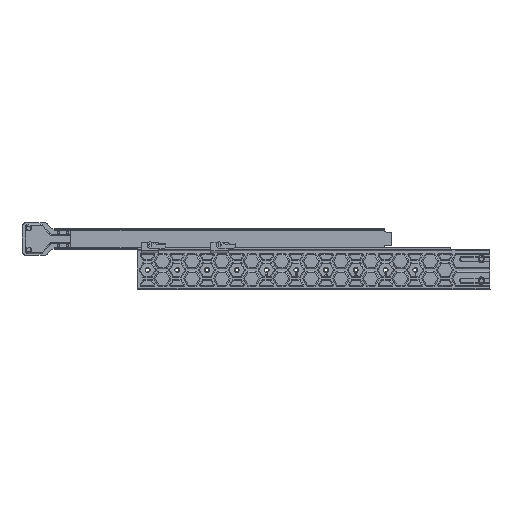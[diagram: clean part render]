
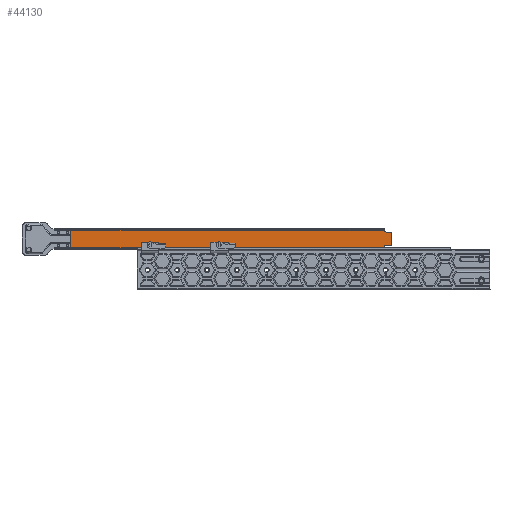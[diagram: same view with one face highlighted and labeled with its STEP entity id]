
A CAD part, top view. The second image highlights one B-rep face of the part: STEP entity #44130.
In plain terms, the highlighted face is planar.
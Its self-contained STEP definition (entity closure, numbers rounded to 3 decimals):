
#2082=PLANE('',#48963);
#5092=FACE_OUTER_BOUND('',#8011,.T.);
#8011=EDGE_LOOP('',(#39626,#39627,#39628,#39629,#39630,#39631,#39632,#39633,
#39634,#39635,#39636,#39637));
#11366=LINE('',#96038,#14729);
#11380=LINE('',#96140,#14743);
#11381=LINE('',#96144,#14744);
#11382=LINE('',#96148,#14745);
#11383=LINE('',#96151,#14746);
#11384=LINE('',#96153,#14747);
#11385=LINE('',#96155,#14748);
#11386=LINE('',#96159,#14749);
#14729=VECTOR('',#61530,1000.);
#14743=VECTOR('',#61602,1000.);
#14744=VECTOR('',#61605,1000.);
#14745=VECTOR('',#61608,1000.);
#14746=VECTOR('',#61611,1000.);
#14747=VECTOR('',#61612,1000.);
#14748=VECTOR('',#61613,1000.);
#14749=VECTOR('',#61616,1000.);
#17107=CIRCLE('',#48964,1.);
#17108=CIRCLE('',#48965,1.);
#17109=CIRCLE('',#48966,1.);
#17110=CIRCLE('',#48967,1.);
#20820=VERTEX_POINT('',#96036);
#20821=VERTEX_POINT('',#96037);
#20844=VERTEX_POINT('',#96138);
#20845=VERTEX_POINT('',#96142);
#20846=VERTEX_POINT('',#96143);
#20847=VERTEX_POINT('',#96145);
#20848=VERTEX_POINT('',#96147);
#20849=VERTEX_POINT('',#96150);
#20850=VERTEX_POINT('',#96152);
#20851=VERTEX_POINT('',#96154);
#20852=VERTEX_POINT('',#96156);
#20853=VERTEX_POINT('',#96158);
#27105=EDGE_CURVE('',#20820,#20821,#11366,.T.);
#27143=EDGE_CURVE('',#20820,#20844,#11380,.T.);
#27144=EDGE_CURVE('',#20845,#20846,#11381,.T.);
#27145=EDGE_CURVE('',#20845,#20847,#17107,.T.);
#27146=EDGE_CURVE('',#20847,#20848,#11382,.T.);
#27147=EDGE_CURVE('',#20848,#20821,#17108,.T.);
#27148=EDGE_CURVE('',#20844,#20849,#11383,.T.);
#27149=EDGE_CURVE('',#20850,#20849,#11384,.T.);
#27150=EDGE_CURVE('',#20851,#20850,#11385,.T.);
#27151=EDGE_CURVE('',#20851,#20852,#17109,.T.);
#27152=EDGE_CURVE('',#20852,#20853,#11386,.T.);
#27153=EDGE_CURVE('',#20853,#20846,#17110,.T.);
#39626=ORIENTED_EDGE('',*,*,#27144,.F.);
#39627=ORIENTED_EDGE('',*,*,#27145,.T.);
#39628=ORIENTED_EDGE('',*,*,#27146,.T.);
#39629=ORIENTED_EDGE('',*,*,#27147,.T.);
#39630=ORIENTED_EDGE('',*,*,#27105,.F.);
#39631=ORIENTED_EDGE('',*,*,#27143,.T.);
#39632=ORIENTED_EDGE('',*,*,#27148,.T.);
#39633=ORIENTED_EDGE('',*,*,#27149,.F.);
#39634=ORIENTED_EDGE('',*,*,#27150,.F.);
#39635=ORIENTED_EDGE('',*,*,#27151,.T.);
#39636=ORIENTED_EDGE('',*,*,#27152,.T.);
#39637=ORIENTED_EDGE('',*,*,#27153,.T.);
#44130=ADVANCED_FACE('',(#5092),#2082,.F.);
#48963=AXIS2_PLACEMENT_3D('',#96141,#61603,#61604);
#48964=AXIS2_PLACEMENT_3D('',#96146,#61606,#61607);
#48965=AXIS2_PLACEMENT_3D('',#96149,#61609,#61610);
#48966=AXIS2_PLACEMENT_3D('',#96157,#61614,#61615);
#48967=AXIS2_PLACEMENT_3D('',#96160,#61617,#61618);
#61530=DIRECTION('',(0.,0.,1.));
#61602=DIRECTION('',(0.,-1.,0.));
#61603=DIRECTION('center_axis',(1.,0.,0.));
#61604=DIRECTION('ref_axis',(0.,0.,-1.));
#61605=DIRECTION('',(0.,0.,1.));
#61606=DIRECTION('center_axis',(-1.,0.,0.));
#61607=DIRECTION('ref_axis',(0.,0.,-1.));
#61608=DIRECTION('',(0.,-0.999,-0.052));
#61609=DIRECTION('center_axis',(1.,0.,0.));
#61610=DIRECTION('ref_axis',(0.,0.,-1.));
#61611=DIRECTION('',(0.,0.,1.));
#61612=DIRECTION('',(0.,-1.,0.));
#61613=DIRECTION('',(0.,0.,1.));
#61614=DIRECTION('center_axis',(1.,0.,0.));
#61615=DIRECTION('ref_axis',(0.,0.,-1.));
#61616=DIRECTION('',(0.,0.999,-0.052));
#61617=DIRECTION('center_axis',(-1.,0.,0.));
#61618=DIRECTION('ref_axis',(0.,0.,-1.));
#96036=CARTESIAN_POINT('',(-1.5,380.,-10.4));
#96037=CARTESIAN_POINT('',(-1.5,380.,-9.129));
#96038=CARTESIAN_POINT('',(-1.5,380.,10.4));
#96138=CARTESIAN_POINT('',(-1.5,0.,-10.4));
#96140=CARTESIAN_POINT('',(-1.5,300.,-10.4));
#96141=CARTESIAN_POINT('Origin',(-1.5,300.,10.4));
#96142=CARTESIAN_POINT('',(-1.5,388.2,-6.801));
#96143=CARTESIAN_POINT('',(-1.5,388.2,6.371));
#96144=CARTESIAN_POINT('',(-1.5,388.2,0.));
#96145=CARTESIAN_POINT('',(-1.5,387.252,-7.8));
#96146=CARTESIAN_POINT('Origin',(-1.5,387.2,-6.801));
#96147=CARTESIAN_POINT('',(-1.5,380.948,-8.13));
#96148=CARTESIAN_POINT('',(-1.5,81.249,-23.837));
#96149=CARTESIAN_POINT('Origin',(-1.5,381.,-9.129));
#96150=CARTESIAN_POINT('',(-1.5,0.,10.4));
#96151=CARTESIAN_POINT('',(-1.5,0.,10.4));
#96152=CARTESIAN_POINT('',(-1.5,380.,10.4));
#96153=CARTESIAN_POINT('',(-1.5,300.,10.4));
#96154=CARTESIAN_POINT('',(-1.5,380.,8.699));
#96155=CARTESIAN_POINT('',(-1.5,380.,10.4));
#96156=CARTESIAN_POINT('',(-1.5,380.948,7.7));
#96157=CARTESIAN_POINT('Origin',(-1.5,381.,8.699));
#96158=CARTESIAN_POINT('',(-1.5,387.252,7.37));
#96159=CARTESIAN_POINT('',(-1.5,81.227,23.408));
#96160=CARTESIAN_POINT('Origin',(-1.5,387.2,6.371));
